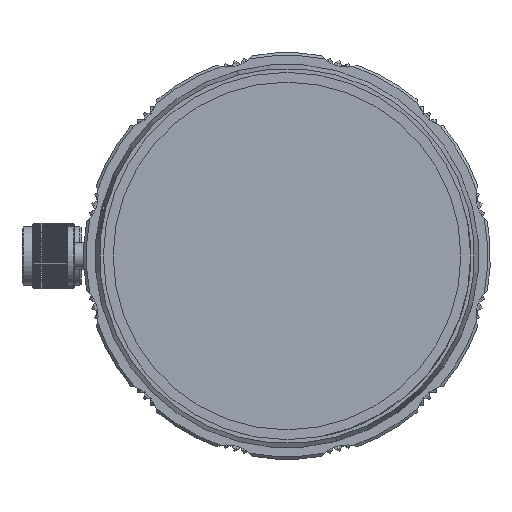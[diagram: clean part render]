
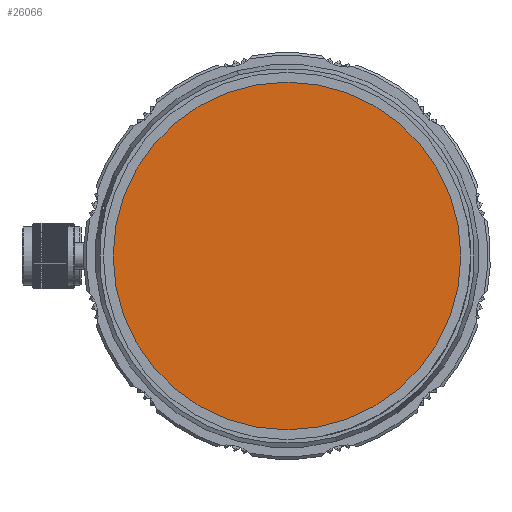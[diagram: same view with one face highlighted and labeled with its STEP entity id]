
A CAD part, left-side view. The second image highlights one B-rep face of the part: STEP entity #26066.
In plain terms, the highlighted planar face has unit normal (-1, 0, 0).
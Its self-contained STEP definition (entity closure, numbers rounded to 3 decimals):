
#4791 = DIRECTION ( 'NONE',  ( 0., 0., -1. ) ) ;
#7551 = CIRCLE ( 'NONE', #20405, 13.6 ) ;
#9049 = DIRECTION ( 'NONE',  ( 1., 0., 0. ) ) ;
#13011 = CARTESIAN_POINT ( 'NONE',  ( -20., 0., 0. ) ) ;
#16609 = CARTESIAN_POINT ( 'NONE',  ( -20., 0., 13.6 ) ) ;
#18707 = DIRECTION ( 'NONE',  ( -1., 0., 0. ) ) ;
#18920 = CARTESIAN_POINT ( 'NONE',  ( -20., 0., 0. ) ) ;
#20405 = AXIS2_PLACEMENT_3D ( 'NONE', #13011, #49574, #30689 ) ;
#21128 = ORIENTED_EDGE ( 'NONE', *, *, #27760, .T. ) ;
#22403 = AXIS2_PLACEMENT_3D ( 'NONE', #50233, #9049, #4791 ) ;
#26066 = ADVANCED_FACE ( 'NONE', ( #47196 ), #40681, .F. ) ;
#27760 = EDGE_CURVE ( 'NONE', #54719, #47221, #57978, .T. ) ;
#28315 = AXIS2_PLACEMENT_3D ( 'NONE', #18920, #18707, #41926 ) ;
#30689 = DIRECTION ( 'NONE',  ( 0., 0., 1. ) ) ;
#40681 = PLANE ( 'NONE',  #22403 ) ;
#41926 = DIRECTION ( 'NONE',  ( 0., 0., 1. ) ) ;
#47196 = FACE_OUTER_BOUND ( 'NONE', #53645, .T. ) ;
#47221 = VERTEX_POINT ( 'NONE', #55252 ) ;
#47430 = ORIENTED_EDGE ( 'NONE', *, *, #50698, .T. ) ;
#49574 = DIRECTION ( 'NONE',  ( -1., 0., 0. ) ) ;
#50233 = CARTESIAN_POINT ( 'NONE',  ( -20., 0., 0. ) ) ;
#50698 = EDGE_CURVE ( 'NONE', #47221, #54719, #7551, .T. ) ;
#53645 = EDGE_LOOP ( 'NONE', ( #21128, #47430 ) ) ;
#54719 = VERTEX_POINT ( 'NONE', #16609 ) ;
#55252 = CARTESIAN_POINT ( 'NONE',  ( -20., 0., -13.6 ) ) ;
#57978 = CIRCLE ( 'NONE', #28315, 13.6 ) ;
